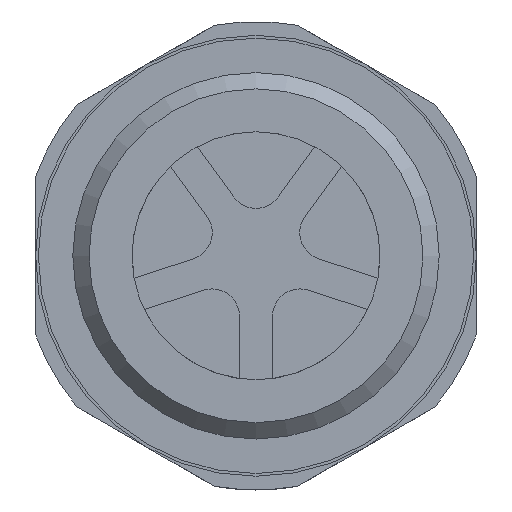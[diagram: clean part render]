
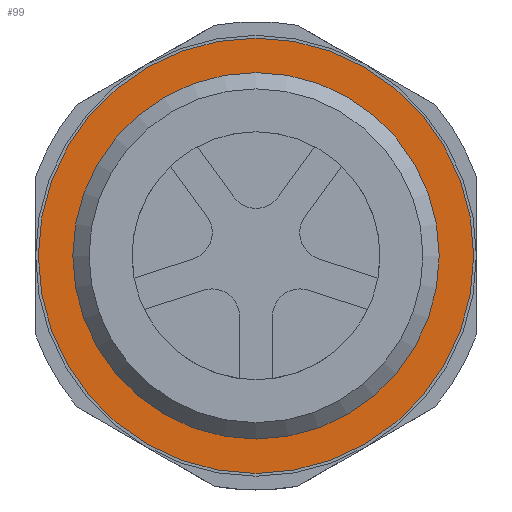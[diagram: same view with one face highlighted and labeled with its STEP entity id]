
A CAD part, front view. The second image highlights one B-rep face of the part: STEP entity #99.
In plain terms, the highlighted planar face has unit normal (0, -1, 0).
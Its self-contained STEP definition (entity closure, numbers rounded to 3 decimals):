
#99 = ADVANCED_FACE( '', ( #239, #240 ), #241, .F. );
#239 = FACE_BOUND( '', #427, .T. );
#240 = FACE_OUTER_BOUND( '', #428, .T. );
#241 = PLANE( '', #429 );
#427 = EDGE_LOOP( '', ( #650 ) );
#428 = EDGE_LOOP( '', ( #651 ) );
#429 = AXIS2_PLACEMENT_3D( '', #652, #653, #654 );
#650 = ORIENTED_EDGE( '', *, *, #1080, .F. );
#651 = ORIENTED_EDGE( '', *, *, #1078, .T. );
#652 = CARTESIAN_POINT( '', ( 19.75, 8.5, 0. ) );
#653 = DIRECTION( '', ( 0., 1., 0. ) );
#654 = DIRECTION( '', ( 0., 0., 1. ) );
#1078 = EDGE_CURVE( '', #1281, #1281, #1282, .T. );
#1080 = EDGE_CURVE( '', #1284, #1284, #1285, .T. );
#1281 = VERTEX_POINT( '', #1556 );
#1282 = CIRCLE( '', #1557, 19.75 );
#1284 = VERTEX_POINT( '', #1559 );
#1285 = CIRCLE( '', #1560, 16.625 );
#1556 = CARTESIAN_POINT( '', ( 0., 8.5, -19.75 ) );
#1557 = AXIS2_PLACEMENT_3D( '', #1926, #1927, #1928 );
#1559 = CARTESIAN_POINT( '', ( 0., 8.5, -16.625 ) );
#1560 = AXIS2_PLACEMENT_3D( '', #1929, #1930, #1931 );
#1926 = CARTESIAN_POINT( '', ( 0., 8.5, 0. ) );
#1927 = DIRECTION( '', ( 0., -1., 0. ) );
#1928 = DIRECTION( '', ( 0., 0., -1. ) );
#1929 = CARTESIAN_POINT( '', ( 0., 8.5, 0. ) );
#1930 = DIRECTION( '', ( 0., -1., 0. ) );
#1931 = DIRECTION( '', ( 0., 0., -1. ) );
